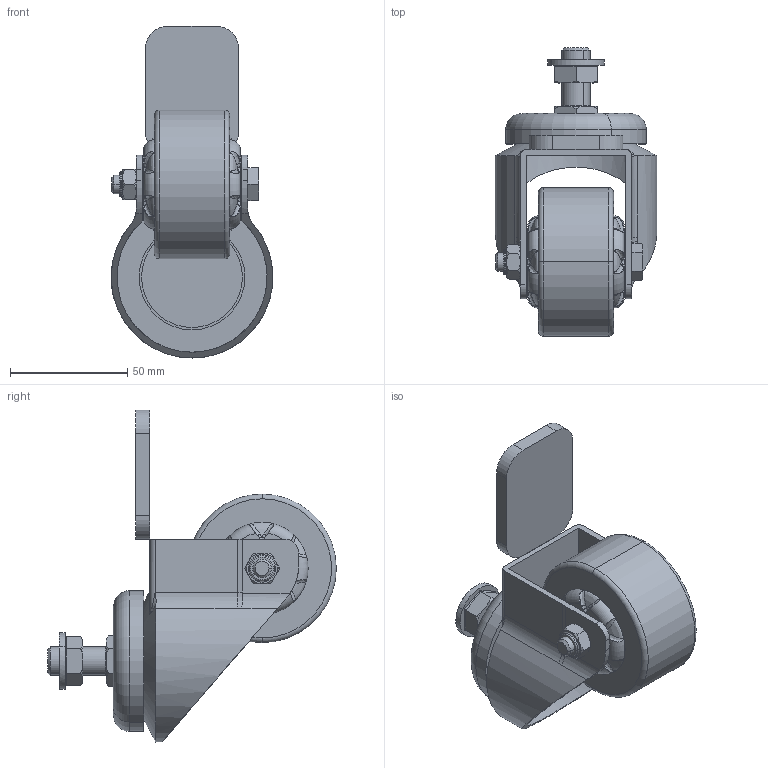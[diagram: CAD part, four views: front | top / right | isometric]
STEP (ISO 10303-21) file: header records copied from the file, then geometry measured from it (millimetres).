
FILE_DESCRIPTION (( 'STEP AP214' ), '1' );
FILE_NAME ('SNSD.30.53.10. Êîëåñî D65 Ì12õ25(E45).STEP', '2015-12-18T13:22:48', ( '' ), ( '' ), 'SwSTEP 2.0', 'SolidWorks 2014', '' );
FILE_SCHEMA (( 'AUTOMOTIVE_DESIGN' ));
Length unit declared in the file: millimetre
Products named in the file (15): SNSD.30.50.70. 鎗鵻罻(E49)E45; SNSD.30.50.70. 鍔錓(E49)E45; SNSD.30.50.70. Îïîðà(E49)E45; SNSD.30.53.10. Êîëåñî D65 Ì12õ25(E45); SNSD.30.50.70. Ãàéêà ñ ôëàíöåì(E49)E45_00; SNSD.30.50.70. Ïîäøèïíèêîâûé óçåë(E49)E45_00; SNSD.30.50.70. 扻錼勷(E49)E45_00; SNSD.30.50.70. Ãàéêà(E49)E45_00; SNSD.30.50.70. 鎗鵻罻(E49)E45_00; SNSD.30.50.70. 鍔錓(E49)E45_00; SNSD.30.50.70. Îïîðà(E49)E45_©; SNSD.30.50.70. Ãàéêà ñ ôëàíöåì(E49)E45; SNSD.30.50.70. Ïîäøèïíèêîâûé óçåë(E49)E45; SNSD.30.50.70. 扻錼勷(E49)E45; SNSD.30.50.70. Ãàéêà(E49)E45
Assembly tree (7 placements, depth 2):
  SNSD.30.50.70. 鎗鵻罻(E49)E45
  SNSD.30.50.70. 鍔錓(E49)E45
  SNSD.30.50.70. Îïîðà(E49)E45
  SNSD.30.53.10. Êîëåñî D65 Ì12õ25(E45)
    SNSD.30.50.70. Îïîðà(E49)E45_©
    SNSD.30.50.70. 鍔錓(E49)E45_00
    SNSD.30.50.70. 鎗鵻罻(E49)E45_00
    SNSD.30.50.70. Ãàéêà(E49)E45_00
    SNSD.30.50.70. 扻錼勷(E49)E45_00
    SNSD.30.50.70. Ïîäøèïíèêîâûé óçåë(E49)E45_00
    SNSD.30.50.70. Ãàéêà ñ ôëàíöåì(E49)E45_00
  SNSD.30.50.70. Ãàéêà ñ ôëàíöåì(E49)E45
Bounding box: 68.95 x 123 x 141.49 mm (x, y, z)
Volume: 198957.3 mm3; surface area: 63635.7 mm2
Topology: 8 solids, 8 shells, 453 faces, 1217 edges, 791 vertices
Faces by surface type: plane 231, bspline 77, cylinder 65, cone 50, torus 30
Entity records: 18486 total; most frequent: CARTESIAN_POINT 7509, ORIENTED_EDGE 2434, DIRECTION 1902, EDGE_CURVE 1217, VERTEX_POINT 791, AXIS2_PLACEMENT_3D 725, EDGE_LOOP 478, ADVANCED_FACE 453
